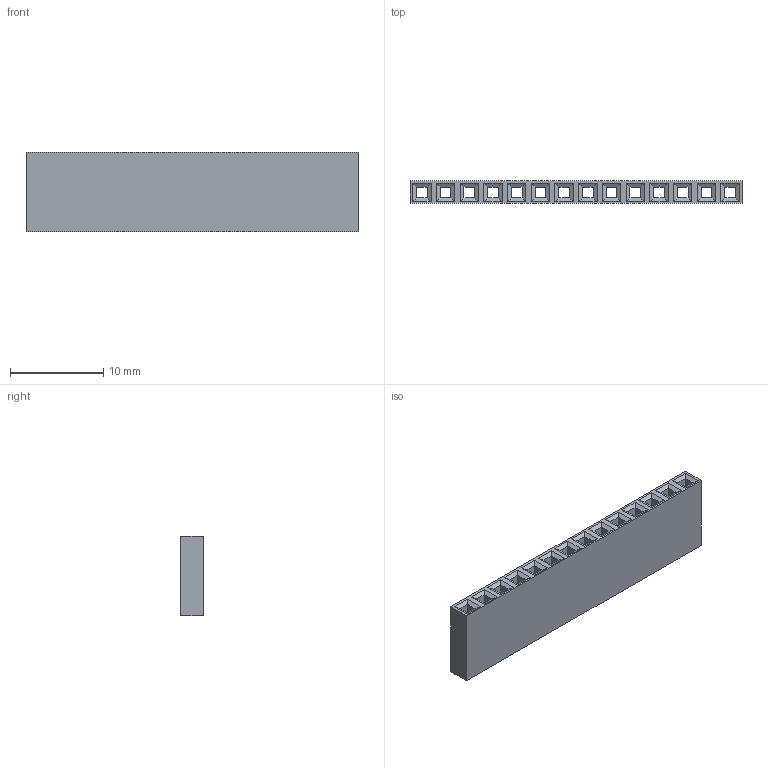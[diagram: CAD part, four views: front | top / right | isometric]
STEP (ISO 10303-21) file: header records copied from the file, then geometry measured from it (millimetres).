
FILE_DESCRIPTION(/* description */ (''),/* implementation_level */ '2;1');
FILE_NAME(/* name */ 'Stackable_Component1.step',/* time_stamp */ '2018-12-28T16:23:25-06:00',/* author */ ('tomservo63'),/* organization */ (''),/* preprocessor_version */ 'ST-DEVELOPER v17.2',/* originating_system */ 'Autodesk Translation Framework v7.6.0.251',/* authorisation */ '');
FILE_SCHEMA (('AUTOMOTIVE_DESIGN { 1 0 10303 214 3 1 1 }'));
Length unit declared in the file: inch
Products named in the file (1): Stackable_Component1
Bounding box: 35.56 x 2.41 x 8.51 mm (x, y, z)
Volume: 570.3 mm3; surface area: 1315.9 mm2
Topology: 1 solids, 1 shells, 118 faces, 292 edges, 176 vertices
Faces by surface type: plane 118
Entity records: 3439 total; most frequent: CARTESIAN_POINT 587, ORIENTED_EDGE 584, DIRECTION 530, LINE 292, VECTOR 292, EDGE_CURVE 292, VERTEX_POINT 176, EDGE_LOOP 146
